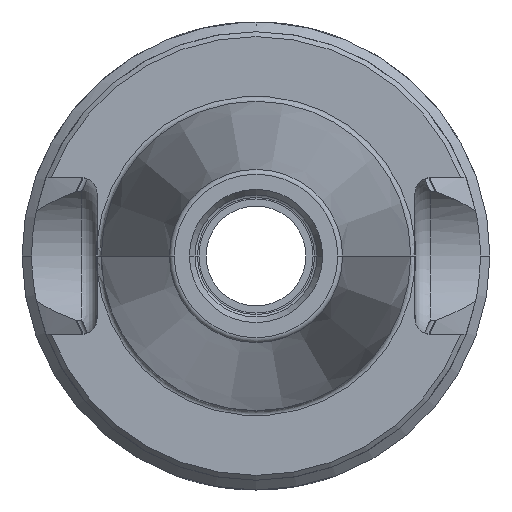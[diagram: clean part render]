
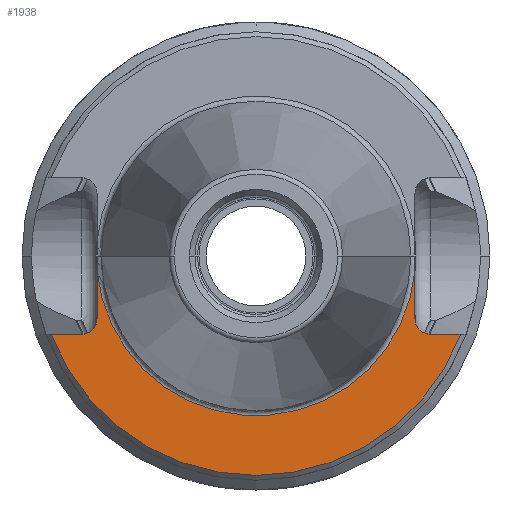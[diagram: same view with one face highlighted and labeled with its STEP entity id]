
A CAD part, left-side view. The second image highlights one B-rep face of the part: STEP entity #1938.
In plain terms, the highlighted planar face has unit normal (-1, 0, 0).
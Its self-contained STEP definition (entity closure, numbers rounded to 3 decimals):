
#89=CARTESIAN_POINT('',(2.,0.,0.));
#90=DIRECTION('',(-1.,0.,0.));
#91=DIRECTION('',(0.,0.934,-0.358));
#92=AXIS2_PLACEMENT_3D('',#89,#90,#91);
#378=DIRECTION('',(0.,1.,0.));
#379=VECTOR('',#378,3.111);
#380=CARTESIAN_POINT('',(2.,-21.011,-8.05));
#381=LINE('',#380,#379);
#382=DIRECTION('',(0.,-1.,0.));
#383=VECTOR('',#382,3.111);
#384=CARTESIAN_POINT('',(2.,21.011,-8.05));
#385=LINE('',#384,#383);
#386=CARTESIAN_POINT('',(2.,17.9,-6.45));
#387=DIRECTION('',(1.,0.,0.));
#388=DIRECTION('',(0.,-1.,0.));
#389=AXIS2_PLACEMENT_3D('',#386,#387,#388);
#391=DIRECTION('',(0.,0.,-1.));
#392=VECTOR('',#391,4.885);
#393=CARTESIAN_POINT('',(2.,16.3,-1.565));
#394=LINE('',#393,#392);
#395=CARTESIAN_POINT('',(2.,0.,0.));
#396=DIRECTION('',(-1.,0.,0.));
#397=DIRECTION('',(0.,0.995,-0.096));
#398=AXIS2_PLACEMENT_3D('',#395,#396,#397);
#400=DIRECTION('',(0.,0.,1.));
#401=VECTOR('',#400,4.885);
#402=CARTESIAN_POINT('',(2.,-16.3,-6.45));
#403=LINE('',#402,#401);
#404=CARTESIAN_POINT('',(2.,-17.9,-6.45));
#405=DIRECTION('',(1.,0.,0.));
#406=DIRECTION('',(0.,0.,-1.));
#407=AXIS2_PLACEMENT_3D('',#404,#405,#406);
#1373=CARTESIAN_POINT('',(2.,16.3,-1.565));
#1374=CARTESIAN_POINT('',(2.,16.3,-6.45));
#1375=VERTEX_POINT('',#1373);
#1376=VERTEX_POINT('',#1374);
#1377=CARTESIAN_POINT('',(2.,17.9,-8.05));
#1378=VERTEX_POINT('',#1377);
#1417=CARTESIAN_POINT('',(2.,-17.9,-8.05));
#1418=CARTESIAN_POINT('',(2.,-16.3,-6.45));
#1419=VERTEX_POINT('',#1417);
#1420=VERTEX_POINT('',#1418);
#1421=CARTESIAN_POINT('',(2.,-16.3,-1.565));
#1422=VERTEX_POINT('',#1421);
#1493=CARTESIAN_POINT('',(2.,21.011,-8.05));
#1494=CARTESIAN_POINT('',(2.,-21.011,-8.05));
#1495=VERTEX_POINT('',#1493);
#1496=VERTEX_POINT('',#1494);
#1919=CARTESIAN_POINT('',(2.,0.,0.));
#1920=DIRECTION('',(-1.,0.,0.));
#1921=DIRECTION('',(0.,1.,0.));
#1922=AXIS2_PLACEMENT_3D('',#1919,#1920,#1921);
#1923=PLANE('',#1922);
#1924=ORIENTED_EDGE('',*,*,#1601,.F.);
#1925=ORIENTED_EDGE('',*,*,#1620,.F.);
#1926=ORIENTED_EDGE('',*,*,#1638,.T.);
#1928=ORIENTED_EDGE('',*,*,#1927,.F.);
#1930=ORIENTED_EDGE('',*,*,#1929,.F.);
#1932=ORIENTED_EDGE('',*,*,#1931,.T.);
#1934=ORIENTED_EDGE('',*,*,#1933,.F.);
#1935=ORIENTED_EDGE('',*,*,#1910,.F.);
#1936=EDGE_LOOP('',(#1924,#1925,#1926,#1928,#1930,#1932,#1934,#1935));
#1937=FACE_OUTER_BOUND('',#1936,.F.);
#1938=ADVANCED_FACE('',(#1937),#1923,.T.);
#93=CIRCLE('',#92,22.5);
#390=CIRCLE('',#389,1.6);
#399=CIRCLE('',#398,16.375);
#408=CIRCLE('',#407,1.6);
#1601=EDGE_CURVE('',#1496,#1419,#381,.T.);
#1620=EDGE_CURVE('',#1495,#1496,#93,.T.);
#1638=EDGE_CURVE('',#1495,#1378,#385,.T.);
#1910=EDGE_CURVE('',#1419,#1420,#408,.T.);
#1927=EDGE_CURVE('',#1376,#1378,#390,.T.);
#1929=EDGE_CURVE('',#1375,#1376,#394,.T.);
#1931=EDGE_CURVE('',#1375,#1422,#399,.T.);
#1933=EDGE_CURVE('',#1420,#1422,#403,.T.);
